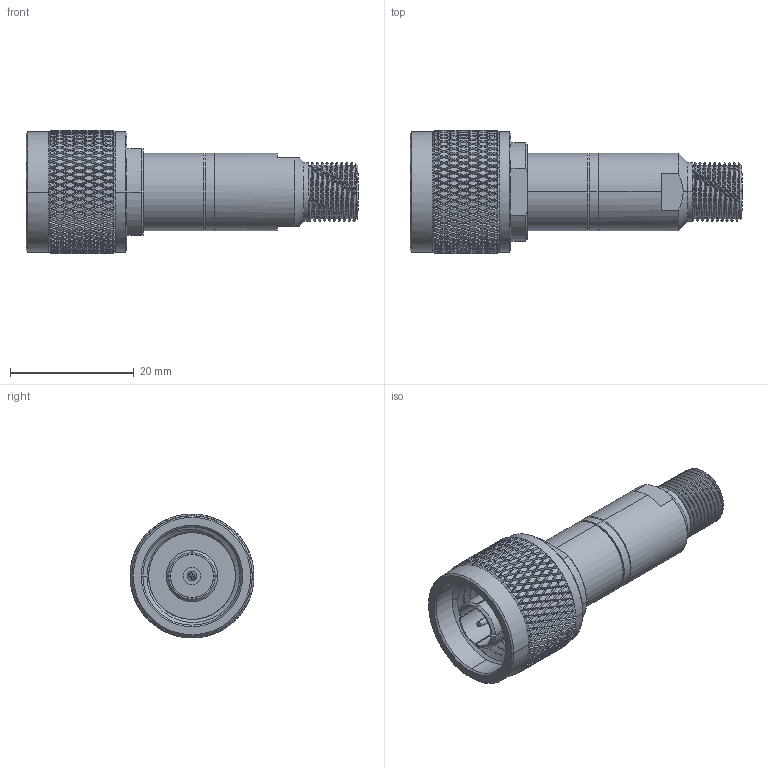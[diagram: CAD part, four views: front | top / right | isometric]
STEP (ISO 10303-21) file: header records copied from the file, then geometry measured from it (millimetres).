
FILE_DESCRIPTION (( 'STEP AP214' ), '1' );
FILE_NAME ('FMMP1103_3D.step', '2023-03-30T16:09:32', ( '' ), ( '' ), 'SwSTEP 2.0', 'SolidWorks 2022', '' );
FILE_SCHEMA (( 'AUTOMOTIVE_DESIGN' ));
Length unit declared in the file: inch
Products named in the file (1): FMMP1103_3D
Bounding box: 53.6 x 20 x 20 mm (x, y, z)
Volume: 7301.2 mm3; surface area: 4746.2 mm2
Topology: 1 solids, 1 shells, 2575 faces, 5286 edges, 2726 vertices
Faces by surface type: bspline 1768, cylinder 503, cone 250, plane 54
Entity records: 95082 total; most frequent: CARTESIAN_POINT 60814, ORIENTED_EDGE 10572, EDGE_CURVE 5286, DIRECTION 2796, VERTEX_POINT 2726, EDGE_LOOP 2588, FACE_OUTER_BOUND 2575, ADVANCED_FACE 2575
